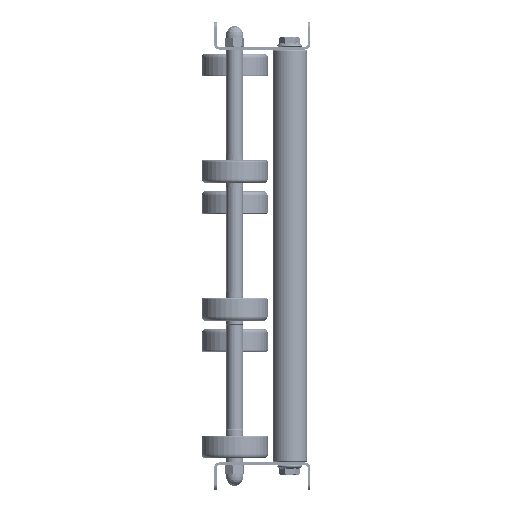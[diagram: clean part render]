
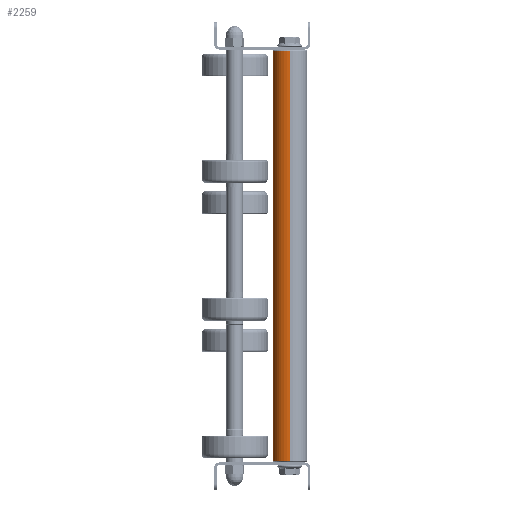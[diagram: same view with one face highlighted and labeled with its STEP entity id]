
A CAD part, left-side view. The second image highlights one B-rep face of the part: STEP entity #2259.
In plain terms, the highlighted cylindrical face has radius 12.5 mm (diameter 25 mm), a partial arc.
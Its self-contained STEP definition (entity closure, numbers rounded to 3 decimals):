
#328 = DIRECTION ( 'NONE',  ( -1., 0., 0. ) ) ;
#636 = ORIENTED_EDGE ( 'NONE', *, *, #16844, .T. ) ;
#808 = CARTESIAN_POINT ( 'NONE',  ( 1., 0., 0. ) ) ;
#2259 = ADVANCED_FACE ( 'NONE', ( #12160 ), #22449, .T. ) ;
#2378 = LINE ( 'NONE', #2928, #15870 ) ;
#2928 = CARTESIAN_POINT ( 'NONE',  ( 300., 0., 12.5 ) ) ;
#3051 = EDGE_CURVE ( 'NONE', #18213, #25131, #16570, .T. ) ;
#4650 = VERTEX_POINT ( 'NONE', #15673 ) ;
#4948 = EDGE_CURVE ( 'NONE', #23518, #4650, #2378, .T. ) ;
#5222 = AXIS2_PLACEMENT_3D ( 'NONE', #808, #17154, #15037 ) ;
#5386 = CARTESIAN_POINT ( 'NONE',  ( 299., 0., 12.5 ) ) ;
#6235 = DIRECTION ( 'NONE',  ( 0., 0., 1. ) ) ;
#6341 = VECTOR ( 'NONE', #8817, 1000. ) ;
#6996 = DIRECTION ( 'NONE',  ( -1., 0., 0. ) ) ;
#8817 = DIRECTION ( 'NONE',  ( -1., 0., 0. ) ) ;
#10376 = CIRCLE ( 'NONE', #5222, 12.5 ) ;
#10537 = CARTESIAN_POINT ( 'NONE',  ( 300., 0., 0. ) ) ;
#10753 = EDGE_LOOP ( 'NONE', ( #10841, #13999, #636, #26009 ) ) ;
#10841 = ORIENTED_EDGE ( 'NONE', *, *, #18114, .T. ) ;
#12160 = FACE_OUTER_BOUND ( 'NONE', #10753, .T. ) ;
#12986 = CARTESIAN_POINT ( 'NONE',  ( 1., 0., -12.5 ) ) ;
#13999 = ORIENTED_EDGE ( 'NONE', *, *, #3051, .T. ) ;
#15037 = DIRECTION ( 'NONE',  ( 0., 0., -1. ) ) ;
#15673 = CARTESIAN_POINT ( 'NONE',  ( 1., 0., 12.5 ) ) ;
#15870 = VECTOR ( 'NONE', #25292, 1000. ) ;
#16570 = LINE ( 'NONE', #24746, #6341 ) ;
#16844 = EDGE_CURVE ( 'NONE', #25131, #4650, #10376, .T. ) ;
#17154 = DIRECTION ( 'NONE',  ( 1., 0., 0. ) ) ;
#18114 = EDGE_CURVE ( 'NONE', #23518, #18213, #25763, .T. ) ;
#18213 = VERTEX_POINT ( 'NONE', #21982 ) ;
#19344 = AXIS2_PLACEMENT_3D ( 'NONE', #25333, #6996, #23334 ) ;
#21982 = CARTESIAN_POINT ( 'NONE',  ( 299., 0., -12.5 ) ) ;
#22449 = CYLINDRICAL_SURFACE ( 'NONE', #23395, 12.5 ) ;
#23334 = DIRECTION ( 'NONE',  ( 0., 0., -1. ) ) ;
#23395 = AXIS2_PLACEMENT_3D ( 'NONE', #10537, #328, #6235 ) ;
#23518 = VERTEX_POINT ( 'NONE', #5386 ) ;
#24746 = CARTESIAN_POINT ( 'NONE',  ( 300., 0., -12.5 ) ) ;
#25131 = VERTEX_POINT ( 'NONE', #12986 ) ;
#25292 = DIRECTION ( 'NONE',  ( -1., 0., 0. ) ) ;
#25333 = CARTESIAN_POINT ( 'NONE',  ( 299., 0., 0. ) ) ;
#25763 = CIRCLE ( 'NONE', #19344, 12.5 ) ;
#26009 = ORIENTED_EDGE ( 'NONE', *, *, #4948, .F. ) ;
